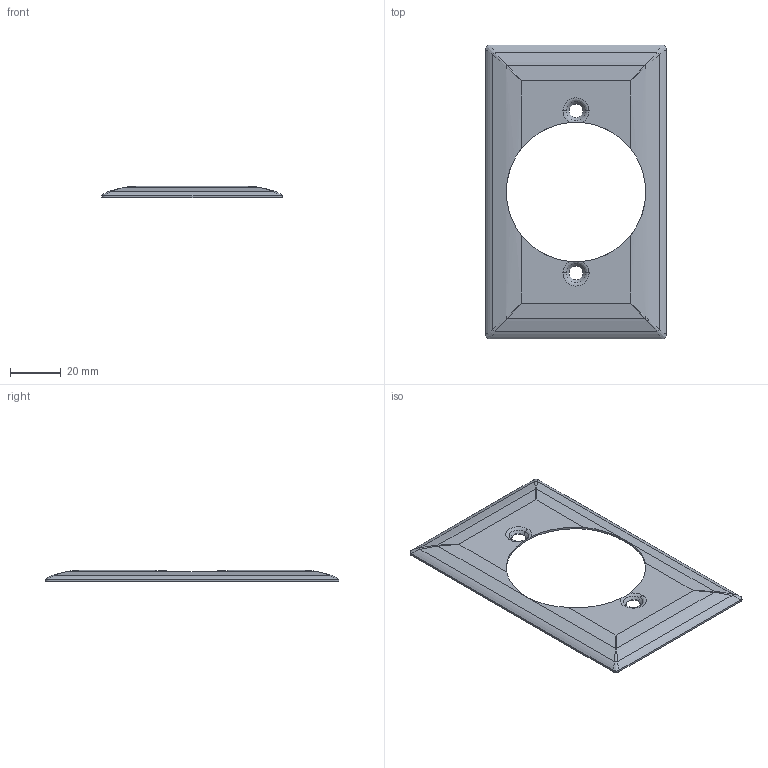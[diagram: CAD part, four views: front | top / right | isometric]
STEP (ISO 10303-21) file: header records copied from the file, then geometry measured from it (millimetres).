
FILE_DESCRIPTION (( 'STEP AP214' ), '1' );
FILE_NAME ('ORC7232-M01.STEP', '2026-01-06T19:44:54', ( '' ), ( '' ), 'SwSTEP 2.0', 'SolidWorks 2024', '' );
FILE_SCHEMA (( 'AUTOMOTIVE_DESIGN' ));
Length unit declared in the file: millimetre
Products named in the file (1): ORC7232-M01
Bounding box: 70.87 x 115.32 x 4.51 mm (x, y, z)
Volume: 4371.3 mm3; surface area: 12523.6 mm2
Topology: 1 solids, 1 shells, 84 faces, 232 edges, 138 vertices
Faces by surface type: bspline 42, cylinder 24, plane 10, cone 8
Entity records: 3910 total; most frequent: CARTESIAN_POINT 2172, ORIENTED_EDGE 448, DIRECTION 239, EDGE_CURVE 224, VERTEX_POINT 138, B_SPLINE_CURVE_WITH_KNOTS 115, AXIS2_PLACEMENT_3D 93, EDGE_LOOP 86
